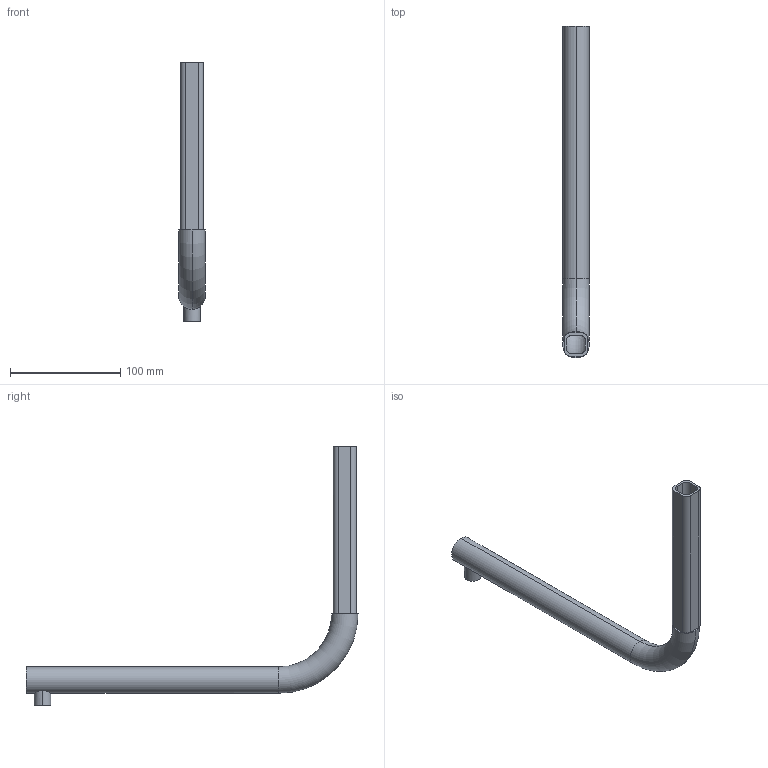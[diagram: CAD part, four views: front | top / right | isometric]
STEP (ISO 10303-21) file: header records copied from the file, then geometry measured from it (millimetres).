
FILE_DESCRIPTION (( 'STEP AP203' ), '1' );
FILE_NAME ('tube carre2.STEP', '2020-12-03T10:11:57', ( '' ), ( '' ), 'SwSTEP 2.0', 'SolidWorks 2019', '' );
FILE_SCHEMA (( 'CONFIG_CONTROL_DESIGN' ));
Length unit declared in the file: millimetre
Products named in the file (1): tube carre2
Bounding box: 24 x 301.5 x 235 mm (x, y, z)
Volume: 73568.1 mm3; surface area: 68383.1 mm2
Topology: 1 solids, 2 shells, 45 faces, 112 edges, 72 vertices
Faces by surface type: plane 20, cylinder 19, torus 6
Entity records: 1979 total; most frequent: CARTESIAN_POINT 828, DIRECTION 228, ORIENTED_EDGE 224, EDGE_CURVE 112, AXIS2_PLACEMENT_3D 94, VERTEX_POINT 72, CIRCLE 48, EDGE_LOOP 48
